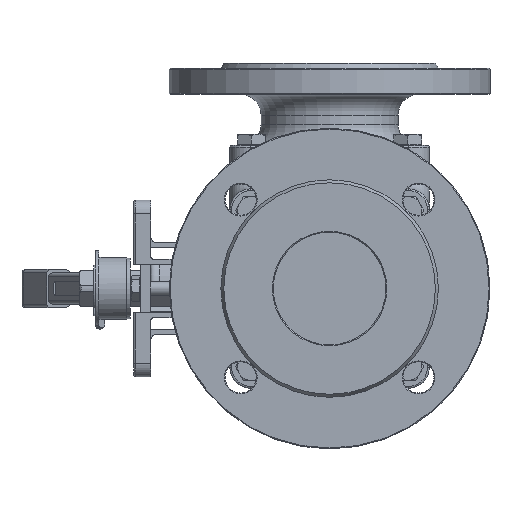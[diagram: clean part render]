
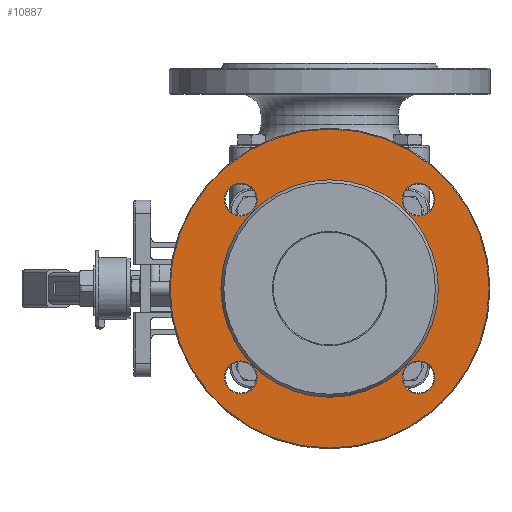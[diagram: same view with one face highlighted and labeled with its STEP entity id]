
A CAD part, left-side view. The second image highlights one B-rep face of the part: STEP entity #10887.
In plain terms, the highlighted planar face has unit normal (-1, 0, 0).
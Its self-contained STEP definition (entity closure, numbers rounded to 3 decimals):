
#348=FACE_BOUND('',#3464,.T.);
#349=FACE_BOUND('',#3465,.T.);
#350=FACE_BOUND('',#3466,.T.);
#351=FACE_BOUND('',#3467,.T.);
#352=FACE_BOUND('',#3468,.T.);
#500=PLANE('',#11946);
#2788=FACE_OUTER_BOUND('',#3463,.T.);
#3463=EDGE_LOOP('',(#8409));
#3464=EDGE_LOOP('',(#8410));
#3465=EDGE_LOOP('',(#8411));
#3466=EDGE_LOOP('',(#8412));
#3467=EDGE_LOOP('',(#8413));
#3468=EDGE_LOOP('',(#8414));
#4125=CIRCLE('',#11923,62.732);
#4128=CIRCLE('',#11928,9.5);
#4130=CIRCLE('',#11932,9.5);
#4134=CIRCLE('',#11941,9.5);
#4136=CIRCLE('',#11945,9.5);
#4137=CIRCLE('',#11947,92.);
#4991=VERTEX_POINT('',#17957);
#4994=VERTEX_POINT('',#17967);
#4996=VERTEX_POINT('',#17975);
#5000=VERTEX_POINT('',#17992);
#5002=VERTEX_POINT('',#18000);
#5003=VERTEX_POINT('',#18004);
#6220=EDGE_CURVE('',#4991,#4991,#4125,.T.);
#6225=EDGE_CURVE('',#4994,#4994,#4128,.T.);
#6229=EDGE_CURVE('',#4996,#4996,#4130,.T.);
#6237=EDGE_CURVE('',#5000,#5000,#4134,.T.);
#6241=EDGE_CURVE('',#5002,#5002,#4136,.T.);
#6243=EDGE_CURVE('',#5003,#5003,#4137,.T.);
#8409=ORIENTED_EDGE('',*,*,#6243,.F.);
#8410=ORIENTED_EDGE('',*,*,#6241,.F.);
#8411=ORIENTED_EDGE('',*,*,#6229,.F.);
#8412=ORIENTED_EDGE('',*,*,#6220,.F.);
#8413=ORIENTED_EDGE('',*,*,#6225,.F.);
#8414=ORIENTED_EDGE('',*,*,#6237,.F.);
#10887=ADVANCED_FACE('',(#2788,#348,#349,#350,#351,#352),#500,.T.);
#11923=AXIS2_PLACEMENT_3D('',#17958,#13931,#13932);
#11928=AXIS2_PLACEMENT_3D('',#17968,#13943,#13944);
#11932=AXIS2_PLACEMENT_3D('',#17976,#13953,#13954);
#11941=AXIS2_PLACEMENT_3D('',#17993,#13975,#13976);
#11945=AXIS2_PLACEMENT_3D('',#18001,#13985,#13986);
#11946=AXIS2_PLACEMENT_3D('',#18003,#13988,#13989);
#11947=AXIS2_PLACEMENT_3D('',#18005,#13990,#13991);
#13931=DIRECTION('center_axis',(-1.,0.,0.));
#13932=DIRECTION('ref_axis',(0.,0.,-1.));
#13943=DIRECTION('center_axis',(-1.,0.,0.));
#13944=DIRECTION('ref_axis',(0.,0.,-1.));
#13953=DIRECTION('center_axis',(-1.,0.,0.));
#13954=DIRECTION('ref_axis',(0.,0.,-1.));
#13975=DIRECTION('center_axis',(-1.,0.,0.));
#13976=DIRECTION('ref_axis',(0.,0.,-1.));
#13985=DIRECTION('center_axis',(-1.,0.,0.));
#13986=DIRECTION('ref_axis',(0.,0.,-1.));
#13988=DIRECTION('center_axis',(-1.,0.,0.));
#13989=DIRECTION('ref_axis',(0.,0.,1.));
#13990=DIRECTION('center_axis',(1.,0.,0.));
#13991=DIRECTION('ref_axis',(0.,0.,-1.));
#17957=CARTESIAN_POINT('',(-127.,0.,62.732));
#17958=CARTESIAN_POINT('Origin',(-127.,0.,0.));
#17967=CARTESIAN_POINT('',(-127.,51.265,60.765));
#17968=CARTESIAN_POINT('Origin',(-127.,51.265,51.265));
#17975=CARTESIAN_POINT('',(-127.,51.265,-41.765));
#17976=CARTESIAN_POINT('Origin',(-127.,51.265,-51.265));
#17992=CARTESIAN_POINT('',(-127.,-51.265,-41.765));
#17993=CARTESIAN_POINT('Origin',(-127.,-51.265,-51.265));
#18000=CARTESIAN_POINT('',(-127.,-51.265,60.765));
#18001=CARTESIAN_POINT('Origin',(-127.,-51.265,51.265));
#18003=CARTESIAN_POINT('Origin',(-127.,0.,0.));
#18004=CARTESIAN_POINT('',(-127.,0.,92.));
#18005=CARTESIAN_POINT('Origin',(-127.,0.,0.));
